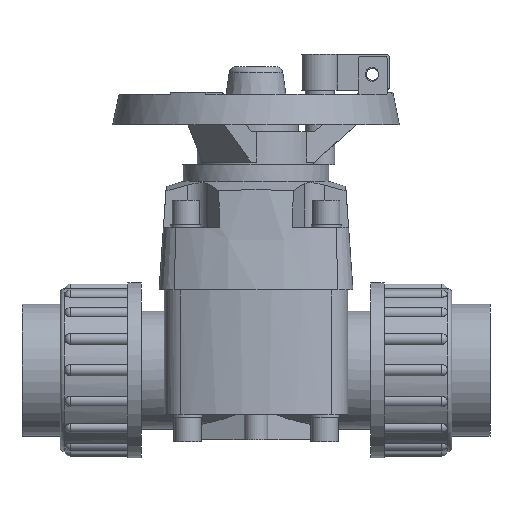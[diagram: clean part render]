
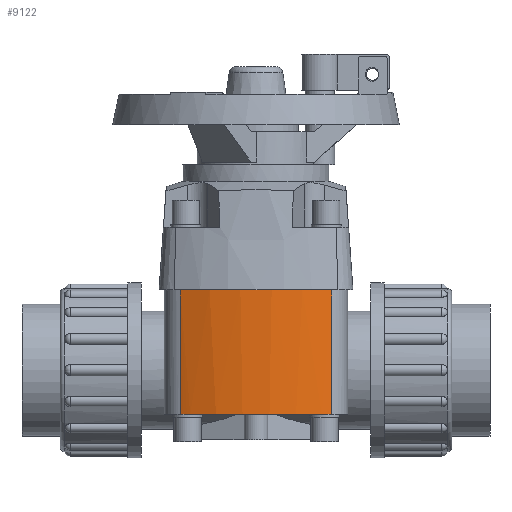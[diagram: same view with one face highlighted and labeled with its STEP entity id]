
A CAD part, front view. The second image highlights one B-rep face of the part: STEP entity #9122.
In plain terms, the highlighted cylindrical face has radius 85.8 mm (diameter 171.6 mm), a partial arc.
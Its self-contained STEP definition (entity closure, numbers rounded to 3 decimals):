
#1459=CARTESIAN_POINT('',(-31.213,-41.971,-21.003));
#1460=VERTEX_POINT('',#1459);
#1591=CARTESIAN_POINT('',(31.213,-41.971,-21.003));
#1592=VERTEX_POINT('',#1591);
#7809=CARTESIAN_POINT('',(35.946,-39.957,-21.003));
#7810=VERTEX_POINT('',#7809);
#7811=CARTESIAN_POINT('',(0.,37.95,-21.003));
#7812=DIRECTION('',(0.0,0.0,1.0));
#7813=DIRECTION('',(0.419,-0.908,0.0));
#7814=AXIS2_PLACEMENT_3D('',#7811,#7812,#7813);
#7815=CIRCLE('',#7814,85.8);
#7816=EDGE_CURVE('',#1592,#7810,#7815,.T.);
#7901=CARTESIAN_POINT('',(-35.946,-39.957,-21.003));
#7902=VERTEX_POINT('',#7901);
#7911=CARTESIAN_POINT('',(0.,37.95,-21.003));
#7912=DIRECTION('',(0.0,0.0,1.0));
#7913=DIRECTION('',(0.419,-0.908,0.0));
#7914=AXIS2_PLACEMENT_3D('',#7911,#7912,#7913);
#7915=CIRCLE('',#7914,85.8);
#7916=EDGE_CURVE('',#7902,#1460,#7915,.T.);
#8017=CARTESIAN_POINT('',(-35.946,-39.957,38.05));
#8018=VERTEX_POINT('',#8017);
#8026=CARTESIAN_POINT('',(35.946,-39.957,38.05));
#8027=VERTEX_POINT('',#8026);
#8028=CARTESIAN_POINT('',(0.,37.95,38.05));
#8029=DIRECTION('',(0.0,0.0,-1.0));
#8030=DIRECTION('',(0.419,-0.908,0.0));
#8031=AXIS2_PLACEMENT_3D('',#8028,#8029,#8030);
#8032=CIRCLE('',#8031,85.8);
#8033=EDGE_CURVE('',#8027,#8018,#8032,.T.);
#8988=CARTESIAN_POINT('',(0.,37.95,-21.003));
#8989=DIRECTION('',(0.0,0.0,1.0));
#8990=DIRECTION('',(0.419,-0.908,0.0));
#8991=AXIS2_PLACEMENT_3D('',#8988,#8989,#8990);
#8992=CIRCLE('',#8991,85.8);
#8993=EDGE_CURVE('',#1460,#1592,#8992,.T.);
#9093=CARTESIAN_POINT('',(-35.946,-39.957,38.05));
#9094=DIRECTION('',(0.0,0.0,-1.0));
#9095=VECTOR('',#9094,59.053);
#9096=LINE('',#9093,#9095);
#9097=EDGE_CURVE('',#8018,#7902,#9096,.T.);
#9104=CARTESIAN_POINT('',(0.,37.95,38.05));
#9105=DIRECTION('',(0.0,0.0,-1.0));
#9106=DIRECTION('',(0.419,-0.908,0.0));
#9107=AXIS2_PLACEMENT_3D('',#9104,#9105,#9106);
#9108=CYLINDRICAL_SURFACE('',#9107,85.8);
#9109=ORIENTED_EDGE('',*,*,#7916,.T.);
#9110=ORIENTED_EDGE('',*,*,#8993,.T.);
#9111=ORIENTED_EDGE('',*,*,#7816,.T.);
#9112=CARTESIAN_POINT('',(35.946,-39.957,38.05));
#9113=DIRECTION('',(0.0,0.0,-1.0));
#9114=VECTOR('',#9113,59.053);
#9115=LINE('',#9112,#9114);
#9116=EDGE_CURVE('',#8027,#7810,#9115,.T.);
#9117=ORIENTED_EDGE('',*,*,#9116,.F.);
#9118=ORIENTED_EDGE('',*,*,#8033,.T.);
#9119=ORIENTED_EDGE('',*,*,#9097,.T.);
#9120=EDGE_LOOP('',(#9109,#9110,#9111,#9117,#9118,#9119));
#9121=FACE_OUTER_BOUND('',#9120,.T.);
#9122=ADVANCED_FACE('',(#9121),#9108,.T.);
